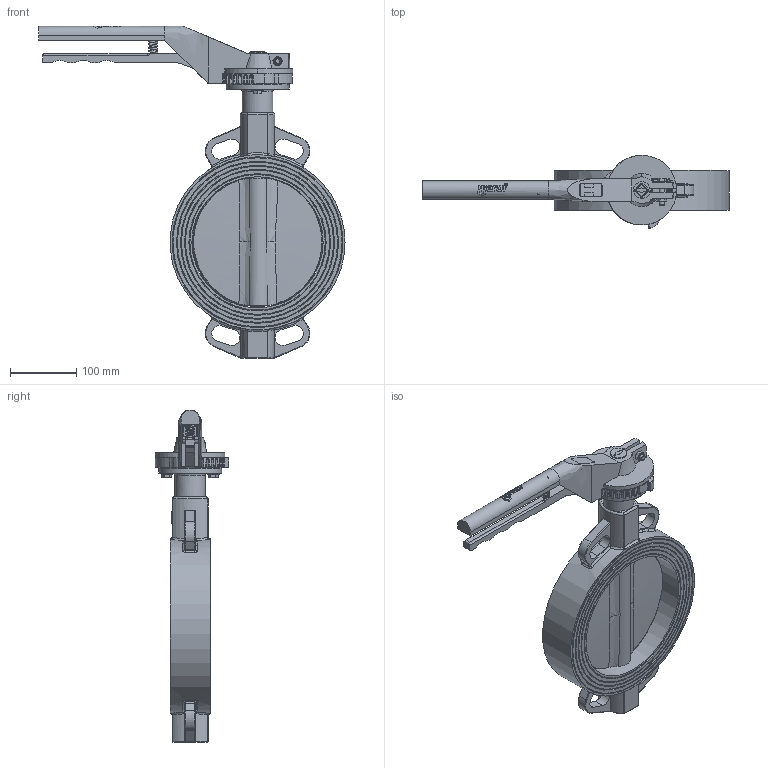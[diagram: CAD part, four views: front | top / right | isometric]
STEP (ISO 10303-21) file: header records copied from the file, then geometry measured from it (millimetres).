
FILE_DESCRIPTION(('HOOPS Exchange Step'),'2;1');
FILE_NAME('AK0810_DN200_Handhebel.stp','2025-08-07T13:25:21+02:00',('nieru'),('Unknown organisation'),'HOOPS Exchange 2024.2','HOOPS Exchange','Unknown authorisation');
FILE_SCHEMA( ('AP203_CONFIGURATION_CONTROLLED_3D_DESIGN_OF_MECHANICAL_PARTS_AND_ASSEMBLIES_MIM_LF') );
Length unit declared in the file: millimetre
Products named in the file (2): 0; root
Assembly tree (1 placements, depth 2):
  root
    0
Bounding box: 461.58 x 110.47 x 500.59 mm (x, y, z)
Volume: 2687297.3 mm3; surface area: 491528.7 mm2
Topology: 26 solids, 26 shells, 2244 faces, 5495 edges, 3335 vertices
Faces by surface type: plane 762, cylinder 705, torus 353, bspline 269, sphere 90, cone 65
Full cylindrical faces by diameter (mm): 6 x2, 7 x4, 8 x3, 8.5 x2, 9 x10, 13 x2, 13.8 x1, 18 x2, 18.8 x2, 21.3 x1, 21.75 x1, 22 x4, 23 x2, 23.1 x1, 23.2 x13, 32 x17, 34 x1, 46 x1, 55 x1, 56 x1, 86.3 x1, 88 x1, 95 x1, 197.9 x1
Entity records: 180496 total; most frequent: CARTESIAN_POINT 132044, ORIENTED_EDGE 10900, DIRECTION 8812, EDGE_CURVE 5450, AXIS2_PLACEMENT_3D 3397, VERTEX_POINT 3335, EDGE_LOOP 2403, FACE_BOUND 2403
